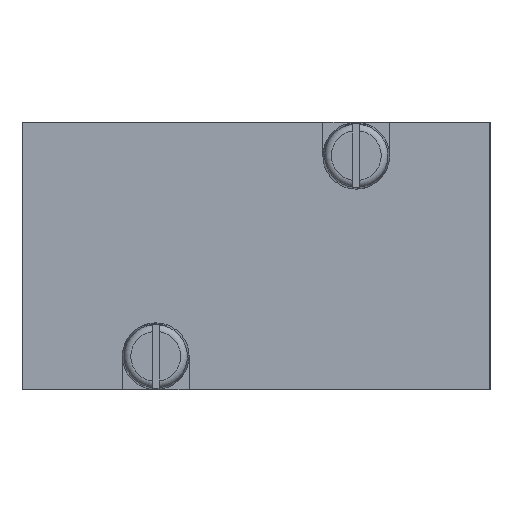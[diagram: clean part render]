
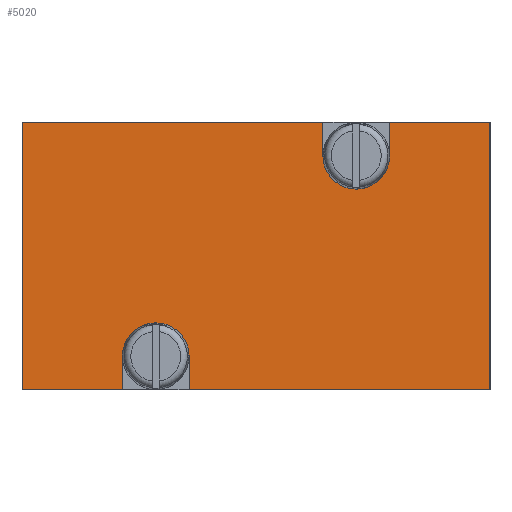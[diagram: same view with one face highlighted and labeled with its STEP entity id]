
A CAD part, left-side view. The second image highlights one B-rep face of the part: STEP entity #5020.
In plain terms, the highlighted planar face has unit normal (-1, 0, 0).
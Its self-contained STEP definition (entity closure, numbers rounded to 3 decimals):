
#177=LINE('',#7944,#583);
#181=LINE('',#7952,#587);
#184=LINE('',#7958,#590);
#185=LINE('',#7962,#591);
#186=LINE('',#7963,#592);
#187=LINE('',#7965,#593);
#188=LINE('',#7967,#594);
#189=LINE('',#7971,#595);
#190=LINE('',#7973,#596);
#191=LINE('',#7975,#597);
#583=VECTOR('',#6117,1000.);
#587=VECTOR('',#6121,1000.);
#590=VECTOR('',#6126,1000.);
#591=VECTOR('',#6129,1000.);
#592=VECTOR('',#6130,1000.);
#593=VECTOR('',#6131,1000.);
#594=VECTOR('',#6132,1000.);
#595=VECTOR('',#6135,1000.);
#596=VECTOR('',#6136,1000.);
#597=VECTOR('',#6137,1000.);
#964=PLANE('',#5394);
#1366=ORIENTED_EDGE('',*,*,#2804,.F.);
#1367=ORIENTED_EDGE('',*,*,#2805,.F.);
#1368=ORIENTED_EDGE('',*,*,#2806,.F.);
#1369=ORIENTED_EDGE('',*,*,#2801,.T.);
#1370=ORIENTED_EDGE('',*,*,#2807,.T.);
#1371=ORIENTED_EDGE('',*,*,#2808,.F.);
#1372=ORIENTED_EDGE('',*,*,#2809,.F.);
#1373=ORIENTED_EDGE('',*,*,#2810,.F.);
#1374=ORIENTED_EDGE('',*,*,#2811,.F.);
#1375=ORIENTED_EDGE('',*,*,#2812,.F.);
#1376=ORIENTED_EDGE('',*,*,#2813,.F.);
#1377=ORIENTED_EDGE('',*,*,#2797,.T.);
#2797=EDGE_CURVE('',#3503,#3501,#177,.T.);
#2801=EDGE_CURVE('',#3507,#3506,#181,.T.);
#2804=EDGE_CURVE('',#3509,#3501,#184,.T.);
#2805=EDGE_CURVE('',#3510,#3509,#3953,.F.);
#2806=EDGE_CURVE('',#3507,#3510,#185,.T.);
#2807=EDGE_CURVE('',#3506,#3511,#186,.T.);
#2808=EDGE_CURVE('',#3512,#3511,#187,.T.);
#2809=EDGE_CURVE('',#3513,#3512,#188,.T.);
#2810=EDGE_CURVE('',#3514,#3513,#3954,.F.);
#2811=EDGE_CURVE('',#3515,#3514,#189,.T.);
#2812=EDGE_CURVE('',#3516,#3515,#190,.T.);
#2813=EDGE_CURVE('',#3503,#3516,#191,.T.);
#3501=VERTEX_POINT('',#7942);
#3503=VERTEX_POINT('',#7945);
#3506=VERTEX_POINT('',#7951);
#3507=VERTEX_POINT('',#7953);
#3509=VERTEX_POINT('',#7959);
#3510=VERTEX_POINT('',#7961);
#3511=VERTEX_POINT('',#7964);
#3512=VERTEX_POINT('',#7966);
#3513=VERTEX_POINT('',#7968);
#3514=VERTEX_POINT('',#7970);
#3515=VERTEX_POINT('',#7972);
#3516=VERTEX_POINT('',#7974);
#3953=CIRCLE('',#5395,5.);
#3954=CIRCLE('',#5396,5.);
#4221=EDGE_LOOP('',(#1366,#1367,#1368,#1369,#1370,#1371,#1372,#1373,#1374,
#1375,#1376,#1377));
#4613=FACE_BOUND('',#4221,.T.);
#5020=ADVANCED_FACE('',(#4613),#964,.F.);
#5394=AXIS2_PLACEMENT_3D('',#7957,#6124,#6125);
#5395=AXIS2_PLACEMENT_3D('',#7960,#6127,#6128);
#5396=AXIS2_PLACEMENT_3D('',#7969,#6133,#6134);
#6117=DIRECTION('',(0.,-1.,0.));
#6121=DIRECTION('',(0.,-1.,0.));
#6124=DIRECTION('',(1.,0.,0.));
#6125=DIRECTION('',(0.,0.,-1.));
#6126=DIRECTION('',(0.,0.,-1.));
#6127=DIRECTION('',(1.,0.,0.));
#6128=DIRECTION('',(0.,0.,-1.));
#6129=DIRECTION('',(0.,0.,1.));
#6130=DIRECTION('',(0.,0.,1.));
#6131=DIRECTION('',(0.,-1.,0.));
#6132=DIRECTION('',(0.,0.,1.));
#6133=DIRECTION('',(1.,0.,0.));
#6134=DIRECTION('',(0.,0.,-1.));
#6135=DIRECTION('',(0.,0.,-1.));
#6136=DIRECTION('',(0.,-1.,0.));
#6137=DIRECTION('',(0.,0.,1.));
#7942=CARTESIAN_POINT('',(-60.,55.,-20.));
#7944=CARTESIAN_POINT('',(-60.,70.,-20.));
#7945=CARTESIAN_POINT('',(-60.,70.,-20.));
#7951=CARTESIAN_POINT('',(-60.,0.,-20.));
#7952=CARTESIAN_POINT('',(-60.,70.,-20.));
#7953=CARTESIAN_POINT('',(-60.,45.,-20.));
#7957=CARTESIAN_POINT('',(-60.,70.,-20.));
#7958=CARTESIAN_POINT('',(-60.,55.,-20.));
#7959=CARTESIAN_POINT('',(-60.,55.,-15.));
#7960=CARTESIAN_POINT('',(-60.,50.,-15.));
#7961=CARTESIAN_POINT('',(-60.,45.,-15.));
#7962=CARTESIAN_POINT('',(-60.,45.,-20.));
#7963=CARTESIAN_POINT('',(-60.,0.,-20.));
#7964=CARTESIAN_POINT('',(-60.,0.,20.));
#7965=CARTESIAN_POINT('',(-60.,70.,20.));
#7966=CARTESIAN_POINT('',(-60.,15.,20.));
#7967=CARTESIAN_POINT('',(-60.,15.,-20.));
#7968=CARTESIAN_POINT('',(-60.,15.,15.));
#7969=CARTESIAN_POINT('',(-60.,20.,15.));
#7970=CARTESIAN_POINT('',(-60.,25.,15.));
#7971=CARTESIAN_POINT('',(-60.,25.,-20.));
#7972=CARTESIAN_POINT('',(-60.,25.,20.));
#7973=CARTESIAN_POINT('',(-60.,70.,20.));
#7974=CARTESIAN_POINT('',(-60.,70.,20.));
#7975=CARTESIAN_POINT('',(-60.,70.,-20.));
